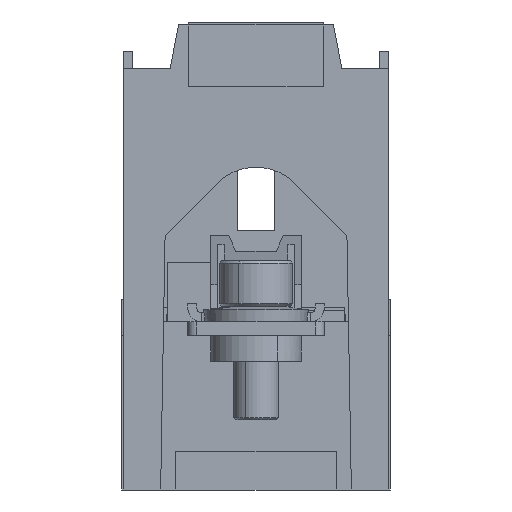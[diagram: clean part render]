
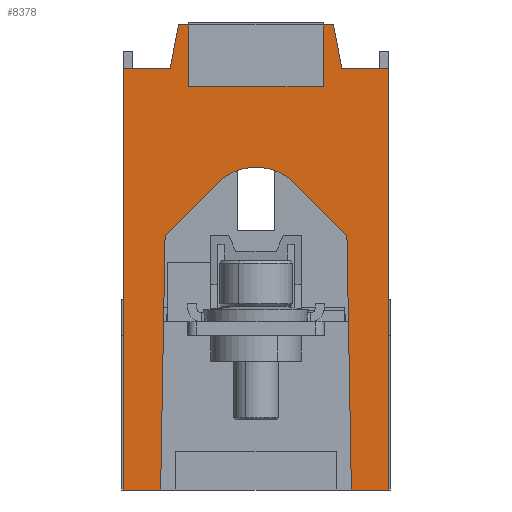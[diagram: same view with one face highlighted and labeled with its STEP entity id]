
A CAD part, front view. The second image highlights one B-rep face of the part: STEP entity #8378.
In plain terms, the highlighted planar face has unit normal (0, -1, 0).
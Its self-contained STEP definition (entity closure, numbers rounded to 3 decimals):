
#6377=DIRECTION('',(-1.,0.,0.));
#6378=VECTOR('',#6377,8.273);
#6379=CARTESIAN_POINT('',(-20.977,-83.,-34.));
#6380=LINE('',#6379,#6378);
#6676=DIRECTION('',(1.,0.,0.));
#6677=VECTOR('',#6676,10.345);
#6678=CARTESIAN_POINT('',(18.905,-83.,58.7));
#6679=LINE('',#6678,#6677);
#6691=DIRECTION('',(1.,0.,0.));
#6692=VECTOR('',#6691,10.345);
#6693=CARTESIAN_POINT('',(-29.25,-83.,58.7));
#6694=LINE('',#6693,#6692);
#6852=DIRECTION('',(0.,0.,1.));
#6853=VECTOR('',#6852,92.7);
#6854=CARTESIAN_POINT('',(-29.25,-83.,-34.));
#6855=LINE('',#6854,#6853);
#6887=DIRECTION('',(0.017,0.,1.));
#6888=VECTOR('',#6887,55.979);
#6889=CARTESIAN_POINT('',(-20.977,-83.,-34.));
#6890=LINE('',#6889,#6888);
#6894=DIRECTION('',(-0.191,0.,-0.982));
#6895=VECTOR('',#6894,9.983);
#6896=CARTESIAN_POINT('',(-17.,-83.,68.5));
#6897=LINE('',#6896,#6895);
#6901=DIRECTION('',(-0.191,0.,0.982));
#6902=VECTOR('',#6901,9.983);
#6903=CARTESIAN_POINT('',(18.905,-83.,58.7));
#6904=LINE('',#6903,#6902);
#6908=DIRECTION('',(0.,0.,1.));
#6909=VECTOR('',#6908,92.7);
#6910=CARTESIAN_POINT('',(29.25,-83.,-34.));
#6911=LINE('',#6910,#6909);
#6915=DIRECTION('',(0.017,0.,-1.));
#6916=VECTOR('',#6915,55.979);
#6917=CARTESIAN_POINT('',(20.,-83.,21.971));
#6918=LINE('',#6917,#6916);
#6922=DIRECTION('',(0.707,0.,-0.707));
#6923=VECTOR('',#6922,16.284);
#6924=CARTESIAN_POINT('',(8.485,-83.,33.485));
#6925=LINE('',#6924,#6923);
#6929=CARTESIAN_POINT('',(0.,-83.,25.));
#6930=DIRECTION('',(0.,1.,0.));
#6931=DIRECTION('',(-0.707,0.,0.707));
#6932=AXIS2_PLACEMENT_3D('',#6929,#6930,#6931);
#6937=DIRECTION('',(0.707,0.,0.707));
#6938=VECTOR('',#6937,16.284);
#6939=CARTESIAN_POINT('',(-20.,-83.,21.971));
#6940=LINE('',#6939,#6938);
#6973=DIRECTION('',(1.,0.,0.));
#6974=VECTOR('',#6973,34.);
#6975=CARTESIAN_POINT('',(-17.,-83.,68.5));
#6976=LINE('',#6975,#6974);
#7085=DIRECTION('',(-1.,0.,0.));
#7086=VECTOR('',#7085,8.273);
#7087=CARTESIAN_POINT('',(29.25,-83.,-34.));
#7088=LINE('',#7087,#7086);
#7590=CARTESIAN_POINT('',(-17.,-83.,68.5));
#7592=VERTEX_POINT('',#7590);
#7595=CARTESIAN_POINT('',(-18.905,-83.,58.7));
#7596=VERTEX_POINT('',#7595);
#7601=CARTESIAN_POINT('',(17.,-83.,68.5));
#7602=VERTEX_POINT('',#7601);
#7603=CARTESIAN_POINT('',(18.905,-83.,58.7));
#7604=VERTEX_POINT('',#7603);
#7619=CARTESIAN_POINT('',(8.485,-83.,33.485));
#7620=VERTEX_POINT('',#7619);
#7621=CARTESIAN_POINT('',(-8.485,-83.,33.485));
#7622=VERTEX_POINT('',#7621);
#7652=CARTESIAN_POINT('',(-20.977,-83.,-34.));
#7654=VERTEX_POINT('',#7652);
#7655=CARTESIAN_POINT('',(-29.25,-83.,-34.));
#7656=VERTEX_POINT('',#7655);
#7660=CARTESIAN_POINT('',(20.977,-83.,-34.));
#7662=VERTEX_POINT('',#7660);
#7665=CARTESIAN_POINT('',(29.25,-83.,-34.));
#7666=VERTEX_POINT('',#7665);
#7668=CARTESIAN_POINT('',(-20.,-83.,21.971));
#7670=VERTEX_POINT('',#7668);
#7671=CARTESIAN_POINT('',(20.,-83.,21.971));
#7672=VERTEX_POINT('',#7671);
#7681=CARTESIAN_POINT('',(29.25,-83.,58.7));
#7682=VERTEX_POINT('',#7681);
#7683=CARTESIAN_POINT('',(-29.25,-83.,58.7));
#7684=VERTEX_POINT('',#7683);
#8350=CARTESIAN_POINT('',(29.25,-83.,0.));
#8351=DIRECTION('',(0.,1.,0.));
#8352=DIRECTION('',(-1.,0.,0.));
#8353=AXIS2_PLACEMENT_3D('',#8350,#8351,#8352);
#8354=PLANE('',#8353);
#8355=ORIENTED_EDGE('',*,*,#7852,.F.);
#8356=ORIENTED_EDGE('',*,*,#7830,.T.);
#8357=ORIENTED_EDGE('',*,*,#8298,.T.);
#8358=ORIENTED_EDGE('',*,*,#8113,.T.);
#8360=ORIENTED_EDGE('',*,*,#8359,.F.);
#8362=ORIENTED_EDGE('',*,*,#8361,.T.);
#8364=ORIENTED_EDGE('',*,*,#8363,.F.);
#8365=ORIENTED_EDGE('',*,*,#8105,.T.);
#8367=ORIENTED_EDGE('',*,*,#8366,.F.);
#8369=ORIENTED_EDGE('',*,*,#8368,.T.);
#8371=ORIENTED_EDGE('',*,*,#8370,.F.);
#8373=ORIENTED_EDGE('',*,*,#8372,.F.);
#8374=ORIENTED_EDGE('',*,*,#7894,.F.);
#8375=ORIENTED_EDGE('',*,*,#7874,.F.);
#8376=EDGE_LOOP('',(#8355,#8356,#8357,#8358,#8360,#8362,#8364,#8365,#8367,#8369,
#8371,#8373,#8374,#8375));
#8377=FACE_OUTER_BOUND('',#8376,.F.);
#6933=CIRCLE('',#6932,12.);
#7830=EDGE_CURVE('',#7654,#7656,#6380,.T.);
#7852=EDGE_CURVE('',#7654,#7670,#6890,.T.);
#7874=EDGE_CURVE('',#7670,#7622,#6940,.T.);
#7894=EDGE_CURVE('',#7622,#7620,#6933,.T.);
#8105=EDGE_CURVE('',#7604,#7682,#6679,.T.);
#8113=EDGE_CURVE('',#7684,#7596,#6694,.T.);
#8298=EDGE_CURVE('',#7656,#7684,#6855,.T.);
#8359=EDGE_CURVE('',#7592,#7596,#6897,.T.);
#8361=EDGE_CURVE('',#7592,#7602,#6976,.T.);
#8363=EDGE_CURVE('',#7604,#7602,#6904,.T.);
#8366=EDGE_CURVE('',#7666,#7682,#6911,.T.);
#8368=EDGE_CURVE('',#7666,#7662,#7088,.T.);
#8370=EDGE_CURVE('',#7672,#7662,#6918,.T.);
#8372=EDGE_CURVE('',#7620,#7672,#6925,.T.);
#8378=ADVANCED_FACE('',(#8377),#8354,.F.);
